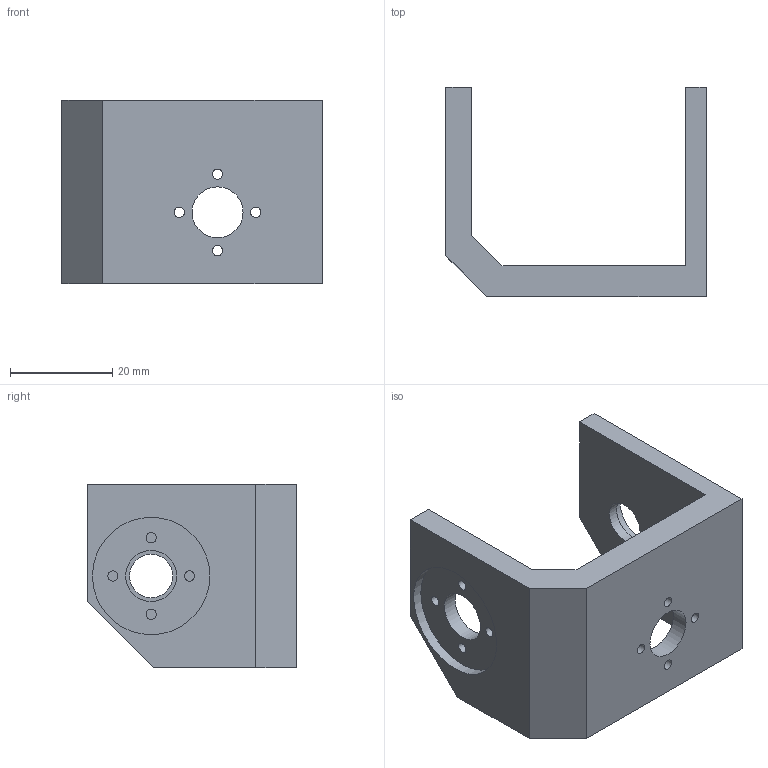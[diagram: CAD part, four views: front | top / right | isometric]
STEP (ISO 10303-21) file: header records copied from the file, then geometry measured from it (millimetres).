
FILE_DESCRIPTION(('FreeCAD Model'),'2;1');
FILE_NAME('rightShoulder.step','2015-05-06T02:38:44',('Author'),(''), 'Open CASCADE STEP processor 6.8','FreeCAD','Unknown');
FILE_SCHEMA(('AUTOMOTIVE_DESIGN_CC2 { 1 2 10303 214 -1 1 5 4 }'));
Length unit declared in the file: millimetre
Products named in the file (1): Cut088043
Bounding box: 51 x 41 x 36 mm (x, y, z)
Volume: 18343 mm3; surface area: 9990.4 mm2
Topology: 1 solids, 1 shells, 31 faces, 78 edges, 52 vertices
Faces by surface type: plane 17, cylinder 14
Full cylindrical faces by diameter (mm): 2 x8, 8.5 x1, 10 x2, 10.5 x1, 23 x2
Entity records: 2250 total; most frequent: CARTESIAN_POINT 422, DIRECTION 292, LINE 158, VECTOR 158, ORIENTED_EDGE 156, PCURVE 156, DEFINITIONAL_REPRESENTATION 156, EDGE_CURVE 78
